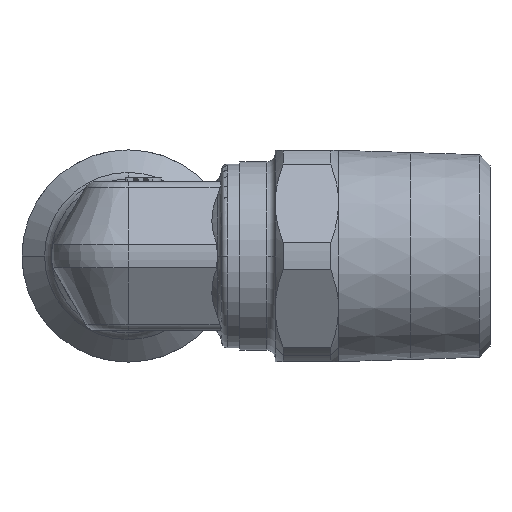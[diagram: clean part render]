
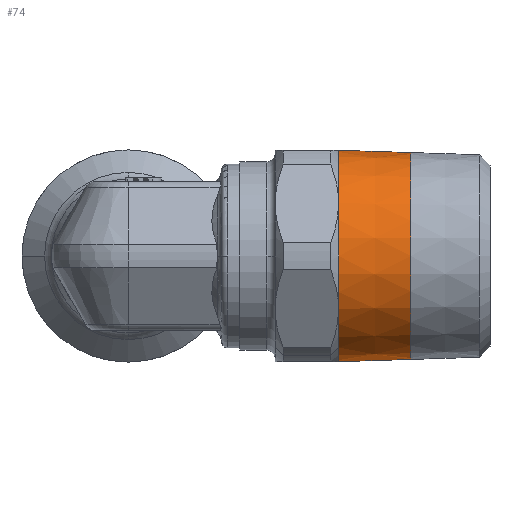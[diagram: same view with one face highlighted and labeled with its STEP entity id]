
A CAD part, left-side view. The second image highlights one B-rep face of the part: STEP entity #74.
In plain terms, the highlighted conical face has half-angle 1.79 degrees and reference radius 8.335 mm.
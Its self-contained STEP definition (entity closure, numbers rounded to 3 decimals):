
#74=ADVANCED_FACE('',(#267),#268,.T.);
#267=FACE_OUTER_BOUND('',#609,.T.);
#268=CONICAL_SURFACE('',#610,8.335,0.031);
#609=EDGE_LOOP('',(#1136,#1137,#1138,#1139));
#610=AXIS2_PLACEMENT_3D('',#1140,#1141,#1142);
#1136=ORIENTED_EDGE('',*,*,#2358,.F.);
#1137=ORIENTED_EDGE('',*,*,#2359,.T.);
#1138=ORIENTED_EDGE('',*,*,#2360,.F.);
#1139=ORIENTED_EDGE('',*,*,#2361,.F.);
#1140=CARTESIAN_POINT('',(0.0,-22.622,0.0));
#1141=DIRECTION('',(-0.0,1.0,0.0));
#1142=DIRECTION('',(0.,0.0,-1.0));
#2358=EDGE_CURVE('',#2893,#2894,#2895,.T.);
#2359=EDGE_CURVE('',#2893,#2896,#2897,.T.);
#2360=EDGE_CURVE('',#2898,#2896,#2899,.T.);
#2361=EDGE_CURVE('',#2894,#2898,#2900,.T.);
#2893=VERTEX_POINT('',#3917);
#2894=VERTEX_POINT('',#3918);
#2895=LINE('',#3919,#3920);
#2896=VERTEX_POINT('',#3921);
#2897=CIRCLE('',#3922,8.331);
#2898=VERTEX_POINT('',#3923);
#2899=LINE('',#3924,#3925);
#2900=CIRCLE('',#3926,8.512);
#3917=CARTESIAN_POINT('',(0.,-22.748,-8.331));
#3918=CARTESIAN_POINT('',(0.,-16.95,-8.512));
#3919=CARTESIAN_POINT('',(0.,-22.622,-8.335));
#3920=VECTOR('',#5314,1.0);
#3921=CARTESIAN_POINT('',(0.,-22.748,8.331));
#3922=AXIS2_PLACEMENT_3D('',#5315,#5316,#5317);
#3923=CARTESIAN_POINT('',(0.,-16.95,8.512));
#3924=CARTESIAN_POINT('',(0.,-22.622,8.335));
#3925=VECTOR('',#5318,1.0);
#3926=AXIS2_PLACEMENT_3D('',#5319,#5320,#5321);
#5314=DIRECTION('',(0.,1.,-0.031));
#5315=CARTESIAN_POINT('',(0.0,-22.75,0.0));
#5316=DIRECTION('',(0.0,1.0,0.0));
#5317=DIRECTION('',(0.,0.0,-1.0));
#5318=DIRECTION('',(0.,-1.,-0.031));
#5319=CARTESIAN_POINT('',(0.0,-16.95,0.0));
#5320=DIRECTION('',(0.0,1.0,0.0));
#5321=DIRECTION('',(0.,0.0,-1.0));
